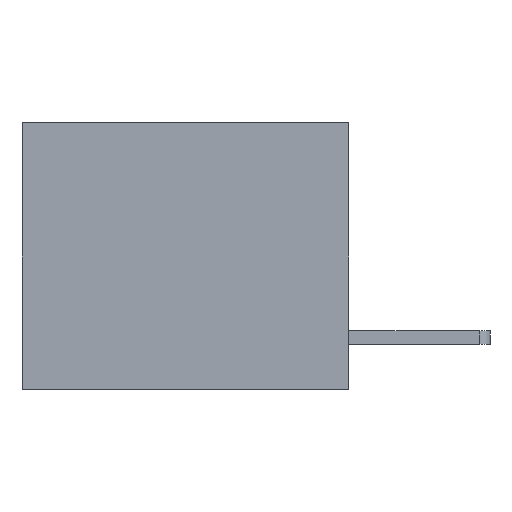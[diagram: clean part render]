
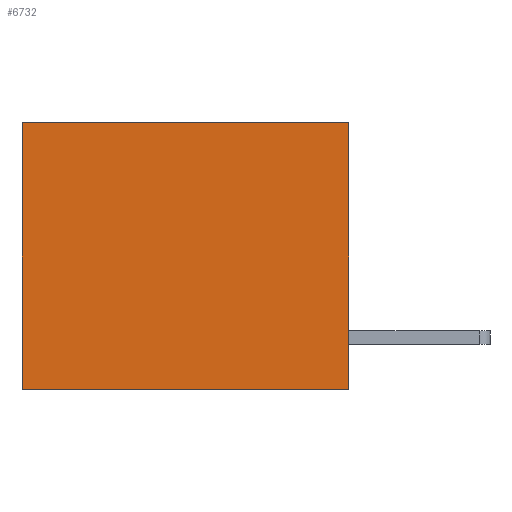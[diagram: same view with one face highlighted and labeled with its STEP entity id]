
A CAD part, left-side view. The second image highlights one B-rep face of the part: STEP entity #6732.
In plain terms, the highlighted planar face has unit normal (-1, 0, 0).
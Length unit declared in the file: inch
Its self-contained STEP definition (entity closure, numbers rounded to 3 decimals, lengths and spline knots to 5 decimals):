
#74 = VECTOR ( 'NONE', #6111, 39.37008 ) ;
#114 = VERTEX_POINT ( 'NONE', #3533 ) ;
#409 = DIRECTION ( 'NONE',  ( 1., 0., 0. ) ) ;
#511 = DIRECTION ( 'NONE',  ( 0., 0., -1. ) ) ;
#1386 = VECTOR ( 'NONE', #7094, 39.37008 ) ;
#1396 = VERTEX_POINT ( 'NONE', #5800 ) ;
#1423 = VECTOR ( 'NONE', #5310, 39.37008 ) ;
#1598 = LINE ( 'NONE', #5070, #1386 ) ;
#1949 = ORIENTED_EDGE ( 'NONE', *, *, #4190, .T. ) ;
#2054 = CARTESIAN_POINT ( 'NONE',  ( 0.3165, 0., -0.49 ) ) ;
#2092 = EDGE_CURVE ( 'NONE', #1396, #6175, #3266, .T. ) ;
#2373 = DIRECTION ( 'NONE',  ( 0., 0., -1. ) ) ;
#2715 = LINE ( 'NONE', #5823, #5364 ) ;
#3266 = LINE ( 'NONE', #2054, #1423 ) ;
#3533 = CARTESIAN_POINT ( 'NONE',  ( 0.3165, 0., 0. ) ) ;
#3564 = EDGE_CURVE ( 'NONE', #114, #1396, #6835, .T. ) ;
#3775 = CARTESIAN_POINT ( 'NONE',  ( 0.3165, 0., -0.49 ) ) ;
#4190 = EDGE_CURVE ( 'NONE', #114, #6997, #1598, .T. ) ;
#4313 = EDGE_LOOP ( 'NONE', ( #4712, #7042, #8303, #1949 ) ) ;
#4712 = ORIENTED_EDGE ( 'NONE', *, *, #5373, .T. ) ;
#4837 = FACE_OUTER_BOUND ( 'NONE', #4313, .T. ) ;
#4886 = AXIS2_PLACEMENT_3D ( 'NONE', #3775, #409, #2373 ) ;
#5004 = PLANE ( 'NONE',  #4886 ) ;
#5070 = CARTESIAN_POINT ( 'NONE',  ( 0.3165, 0., 0. ) ) ;
#5310 = DIRECTION ( 'NONE',  ( 0., 1., 0. ) ) ;
#5364 = VECTOR ( 'NONE', #511, 39.37008 ) ;
#5373 = EDGE_CURVE ( 'NONE', #6997, #6175, #2715, .T. ) ;
#5800 = CARTESIAN_POINT ( 'NONE',  ( 0.3165, 0., -0.49 ) ) ;
#5823 = CARTESIAN_POINT ( 'NONE',  ( 0.3165, 0.6, -0.49 ) ) ;
#6111 = DIRECTION ( 'NONE',  ( 0., 0., -1. ) ) ;
#6175 = VERTEX_POINT ( 'NONE', #7743 ) ;
#6708 = CARTESIAN_POINT ( 'NONE',  ( 0.3165, 0., -0.49 ) ) ;
#6732 = ADVANCED_FACE ( 'NONE', ( #4837 ), #5004, .F. ) ;
#6835 = LINE ( 'NONE', #6708, #74 ) ;
#6997 = VERTEX_POINT ( 'NONE', #8441 ) ;
#7042 = ORIENTED_EDGE ( 'NONE', *, *, #2092, .F. ) ;
#7094 = DIRECTION ( 'NONE',  ( 0., 1., 0. ) ) ;
#7743 = CARTESIAN_POINT ( 'NONE',  ( 0.3165, 0.6, -0.49 ) ) ;
#8303 = ORIENTED_EDGE ( 'NONE', *, *, #3564, .F. ) ;
#8441 = CARTESIAN_POINT ( 'NONE',  ( 0.3165, 0.6, 0. ) ) ;
